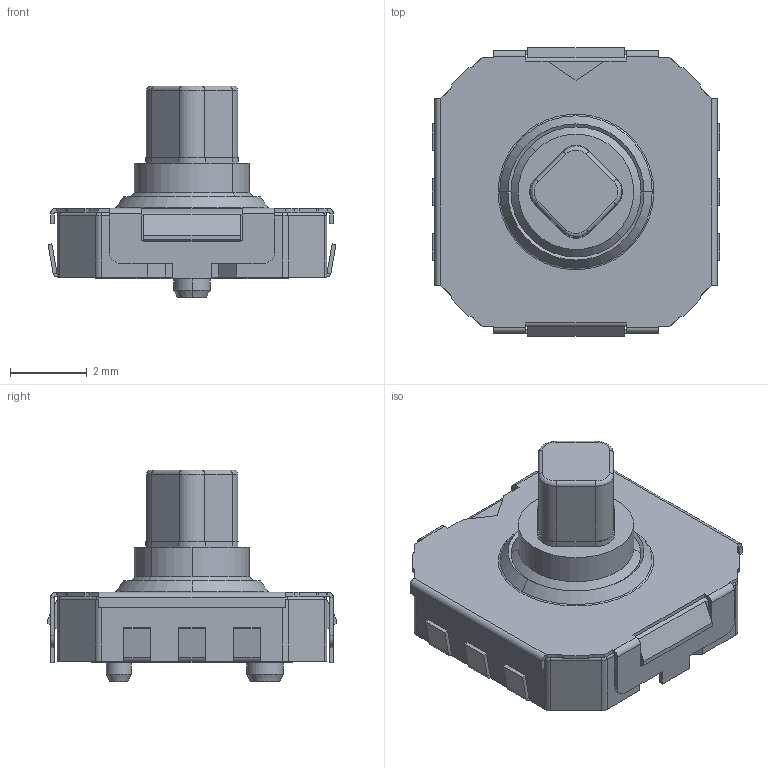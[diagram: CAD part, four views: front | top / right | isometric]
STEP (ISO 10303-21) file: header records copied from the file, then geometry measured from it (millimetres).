
FILE_DESCRIPTION(('FreeCAD Model'),'2;1');
FILE_NAME('Open CASCADE Shape Model','2022-11-02T20:03:52',(''),(''), 'Open CASCADE STEP processor 7.6','FreeCAD','Unknown');
FILE_SCHEMA(('AUTOMOTIVE_DESIGN { 1 0 10303 214 1 1 1 1 }'));
Length unit declared in the file: millimetre
Products named in the file (1): SKRHAB
Bounding box: 7.48 x 7.5 x 5.5 mm (x, y, z)
Volume: 102.7 mm3; surface area: 210.6 mm2
Topology: 1 solids, 1 shells, 297 faces, 761 edges, 464 vertices
Faces by surface type: plane 190, cylinder 80, bspline 16, cone 11
Entity records: 11185 total; most frequent: CARTESIAN_POINT 1873, ORIENTED_EDGE 1522, DIRECTION 1495, EDGE_CURVE 761, LINE 563, VECTOR 563, AXIS2_PLACEMENT_3D 466, VERTEX_POINT 464
